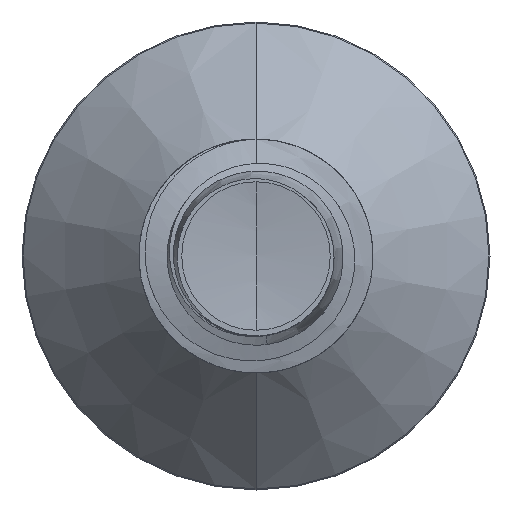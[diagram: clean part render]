
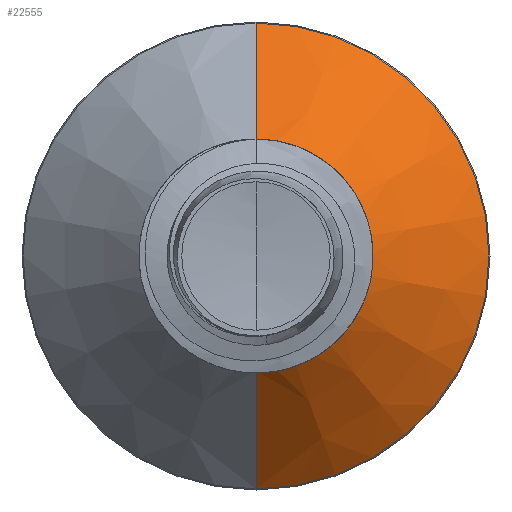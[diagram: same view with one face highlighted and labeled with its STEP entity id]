
A CAD part, front view. The second image highlights one B-rep face of the part: STEP entity #22555.
In plain terms, the highlighted conical face has half-angle 45 degrees and reference radius 1.08 mm.
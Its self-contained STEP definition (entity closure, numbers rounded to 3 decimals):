
#136 = ORIENTED_EDGE ( 'NONE', *, *, #9563, .F. ) ;
#302 = AXIS2_PLACEMENT_3D ( 'NONE', #845, #13770, #2900 ) ;
#442 = DIRECTION ( 'NONE',  ( 0., 0., 1. ) ) ;
#546 = CARTESIAN_POINT ( 'NONE',  ( 0., 8.64, 2.19 ) ) ;
#845 = CARTESIAN_POINT ( 'NONE',  ( 0., 8.64, 0. ) ) ;
#913 = LINE ( 'NONE', #7914, #10374 ) ;
#2286 = VECTOR ( 'NONE', #3931, 1000. ) ;
#2900 = DIRECTION ( 'NONE',  ( 0., 0., 1. ) ) ;
#3321 = EDGE_CURVE ( 'NONE', #21027, #19141, #17209, .T. ) ;
#3816 = CARTESIAN_POINT ( 'NONE',  ( 0., 7.53, -1.08 ) ) ;
#3931 = DIRECTION ( 'NONE',  ( 0., 0.707, -0.707 ) ) ;
#4311 = EDGE_CURVE ( 'NONE', #15902, #21027, #13990, .T. ) ;
#4435 = DIRECTION ( 'NONE',  ( 0., 0.707, 0.707 ) ) ;
#6122 = ORIENTED_EDGE ( 'NONE', *, *, #13334, .F. ) ;
#6962 = VERTEX_POINT ( 'NONE', #546 ) ;
#7914 = CARTESIAN_POINT ( 'NONE',  ( 0., 7.53, 1.08 ) ) ;
#8157 = CARTESIAN_POINT ( 'NONE',  ( 0., 7.53, 0. ) ) ;
#8654 = CARTESIAN_POINT ( 'NONE',  ( 0., 7.53, -1.08 ) ) ;
#9394 = AXIS2_PLACEMENT_3D ( 'NONE', #8157, #21831, #442 ) ;
#9507 = FACE_OUTER_BOUND ( 'NONE', #22120, .T. ) ;
#9563 = EDGE_CURVE ( 'NONE', #6962, #19141, #22403, .T. ) ;
#10374 = VECTOR ( 'NONE', #4435, 1000. ) ;
#12763 = ORIENTED_EDGE ( 'NONE', *, *, #4311, .T. ) ;
#13334 = EDGE_CURVE ( 'NONE', #15902, #6962, #913, .T. ) ;
#13770 = DIRECTION ( 'NONE',  ( 0., 1., 0. ) ) ;
#13990 = CIRCLE ( 'NONE', #14257, 1.08 ) ;
#14257 = AXIS2_PLACEMENT_3D ( 'NONE', #20153, #19941, #20275 ) ;
#15902 = VERTEX_POINT ( 'NONE', #16659 ) ;
#16659 = CARTESIAN_POINT ( 'NONE',  ( 0., 7.53, 1.08 ) ) ;
#16797 = ORIENTED_EDGE ( 'NONE', *, *, #3321, .T. ) ;
#17209 = LINE ( 'NONE', #3816, #2286 ) ;
#18090 = CONICAL_SURFACE ( 'NONE', #9394, 1.08, 0.785 ) ;
#19141 = VERTEX_POINT ( 'NONE', #20370 ) ;
#19941 = DIRECTION ( 'NONE',  ( 0., 1., 0. ) ) ;
#20153 = CARTESIAN_POINT ( 'NONE',  ( 0., 7.53, 0. ) ) ;
#20275 = DIRECTION ( 'NONE',  ( 0., 0., 1. ) ) ;
#20370 = CARTESIAN_POINT ( 'NONE',  ( 0., 8.64, -2.19 ) ) ;
#21027 = VERTEX_POINT ( 'NONE', #8654 ) ;
#21831 = DIRECTION ( 'NONE',  ( 0., 1., 0. ) ) ;
#22120 = EDGE_LOOP ( 'NONE', ( #12763, #16797, #136, #6122 ) ) ;
#22403 = CIRCLE ( 'NONE', #302, 2.19 ) ;
#22555 = ADVANCED_FACE ( 'NONE', ( #9507 ), #18090, .T. ) ;
